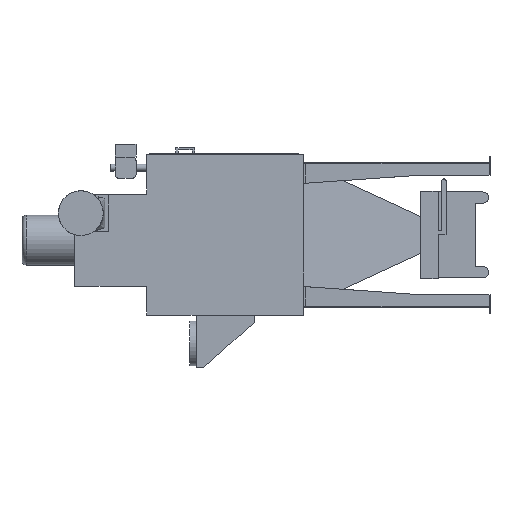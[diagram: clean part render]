
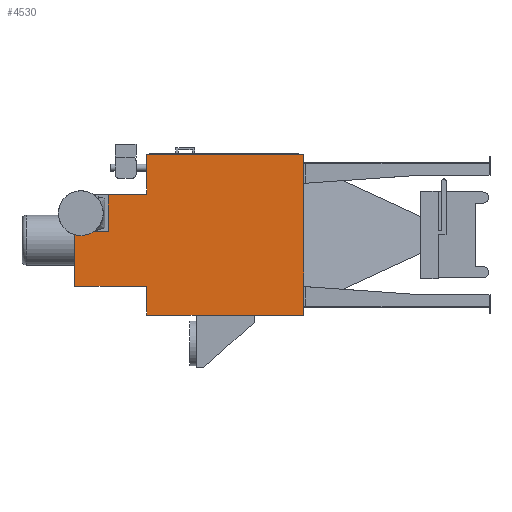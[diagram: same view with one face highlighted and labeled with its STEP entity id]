
A CAD part, left-side view. The second image highlights one B-rep face of the part: STEP entity #4530.
In plain terms, the highlighted planar face has unit normal (-1, 0, 0).
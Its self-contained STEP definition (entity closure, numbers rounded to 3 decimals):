
#56=FACE_BOUND('',#732,.T.);
#248=PLANE('',#4835);
#470=FACE_OUTER_BOUND('',#731,.T.);
#731=EDGE_LOOP('',(#4112,#4113,#4114,#4115,#4116,#4117,#4118,#4119,#4120,
#4121,#4122,#4123));
#732=EDGE_LOOP('',(#4124,#4125,#4126,#4127));
#990=LINE('',#6546,#1547);
#992=LINE('',#6552,#1549);
#1243=LINE('',#7087,#1800);
#1247=LINE('',#7094,#1804);
#1250=LINE('',#7100,#1807);
#1251=LINE('',#7103,#1808);
#1256=LINE('',#7112,#1813);
#1258=LINE('',#7117,#1815);
#1261=LINE('',#7121,#1818);
#1262=LINE('',#7125,#1819);
#1266=LINE('',#7133,#1823);
#1269=LINE('',#7139,#1826);
#1272=LINE('',#7144,#1829);
#1287=LINE('',#7188,#1844);
#1288=LINE('',#7189,#1845);
#1289=LINE('',#7190,#1846);
#1547=VECTOR('',#5341,10.);
#1549=VECTOR('',#5345,10.);
#1800=VECTOR('',#5838,10.);
#1804=VECTOR('',#5844,10.);
#1807=VECTOR('',#5849,10.);
#1808=VECTOR('',#5852,10.);
#1813=VECTOR('',#5859,10.);
#1815=VECTOR('',#5863,10.);
#1818=VECTOR('',#5868,10.);
#1819=VECTOR('',#5871,10.);
#1823=VECTOR('',#5877,10.);
#1826=VECTOR('',#5882,10.);
#1829=VECTOR('',#5887,10.);
#1844=VECTOR('',#5932,10.);
#1845=VECTOR('',#5933,10.);
#1846=VECTOR('',#5934,10.);
#2115=VERTEX_POINT('',#6539);
#2118=VERTEX_POINT('',#6544);
#2120=VERTEX_POINT('',#6549);
#2121=VERTEX_POINT('',#6551);
#2283=VERTEX_POINT('',#7084);
#2286=VERTEX_POINT('',#7091);
#2288=VERTEX_POINT('',#7098);
#2289=VERTEX_POINT('',#7102);
#2291=VERTEX_POINT('',#7108);
#2294=VERTEX_POINT('',#7115);
#2295=VERTEX_POINT('',#7123);
#2296=VERTEX_POINT('',#7124);
#2299=VERTEX_POINT('',#7132);
#2301=VERTEX_POINT('',#7138);
#2315=VERTEX_POINT('',#7186);
#2316=VERTEX_POINT('',#7187);
#2607=EDGE_CURVE('',#2115,#2118,#990,.T.);
#2609=EDGE_CURVE('',#2121,#2120,#992,.T.);
#2876=EDGE_CURVE('',#2118,#2283,#1243,.T.);
#2880=EDGE_CURVE('',#2121,#2286,#1247,.T.);
#2883=EDGE_CURVE('',#2288,#2283,#1250,.T.);
#2884=EDGE_CURVE('',#2286,#2289,#1251,.T.);
#2889=EDGE_CURVE('',#2291,#2289,#1256,.T.);
#2891=EDGE_CURVE('',#2294,#2288,#1258,.T.);
#2894=EDGE_CURVE('',#2294,#2291,#1261,.T.);
#2895=EDGE_CURVE('',#2295,#2296,#1262,.T.);
#2899=EDGE_CURVE('',#2296,#2299,#1266,.T.);
#2902=EDGE_CURVE('',#2299,#2301,#1269,.T.);
#2905=EDGE_CURVE('',#2301,#2295,#1272,.T.);
#2925=EDGE_CURVE('',#2315,#2316,#1287,.T.);
#2926=EDGE_CURVE('',#2115,#2316,#1288,.T.);
#2927=EDGE_CURVE('',#2120,#2315,#1289,.T.);
#4112=ORIENTED_EDGE('',*,*,#2925,.T.);
#4113=ORIENTED_EDGE('',*,*,#2926,.F.);
#4114=ORIENTED_EDGE('',*,*,#2607,.T.);
#4115=ORIENTED_EDGE('',*,*,#2876,.T.);
#4116=ORIENTED_EDGE('',*,*,#2883,.F.);
#4117=ORIENTED_EDGE('',*,*,#2891,.F.);
#4118=ORIENTED_EDGE('',*,*,#2894,.T.);
#4119=ORIENTED_EDGE('',*,*,#2889,.T.);
#4120=ORIENTED_EDGE('',*,*,#2884,.F.);
#4121=ORIENTED_EDGE('',*,*,#2880,.F.);
#4122=ORIENTED_EDGE('',*,*,#2609,.T.);
#4123=ORIENTED_EDGE('',*,*,#2927,.T.);
#4124=ORIENTED_EDGE('',*,*,#2895,.T.);
#4125=ORIENTED_EDGE('',*,*,#2899,.T.);
#4126=ORIENTED_EDGE('',*,*,#2902,.T.);
#4127=ORIENTED_EDGE('',*,*,#2905,.T.);
#4530=ADVANCED_FACE('',(#470,#56),#248,.T.);
#4835=AXIS2_PLACEMENT_3D('',#7185,#5930,#5931);
#5341=DIRECTION('',(0.,0.,-1.));
#5345=DIRECTION('',(0.,0.,-1.));
#5838=DIRECTION('',(0.,-1.,0.));
#5844=DIRECTION('',(0.,-1.,0.));
#5849=DIRECTION('',(0.,0.,1.));
#5852=DIRECTION('',(0.,0.,1.));
#5859=DIRECTION('',(0.,1.,0.));
#5863=DIRECTION('',(0.,1.,0.));
#5868=DIRECTION('',(0.,0.,1.));
#5871=DIRECTION('',(0.,0.,1.));
#5877=DIRECTION('',(0.,-1.,0.));
#5882=DIRECTION('',(0.,0.,-1.));
#5887=DIRECTION('',(0.,1.,0.));
#5930=DIRECTION('center_axis',(-1.,0.,0.));
#5931=DIRECTION('ref_axis',(0.,0.,1.));
#5932=DIRECTION('',(0.,0.,-1.));
#5933=DIRECTION('',(0.,1.,0.));
#5934=DIRECTION('',(0.,1.,0.));
#6539=CARTESIAN_POINT('',(-325.,1370.,-362.));
#6544=CARTESIAN_POINT('',(-325.,1370.,-362.5));
#6546=CARTESIAN_POINT('',(-325.,1370.,288.5));
#6549=CARTESIAN_POINT('',(-325.,1370.,288.));
#6551=CARTESIAN_POINT('',(-325.,1370.,288.5));
#6552=CARTESIAN_POINT('',(-325.,1370.,288.5));
#7084=CARTESIAN_POINT('',(-325.,1105.,-362.5));
#7087=CARTESIAN_POINT('',(-325.,1370.,-362.5));
#7091=CARTESIAN_POINT('',(-325.,1105.,288.5));
#7094=CARTESIAN_POINT('',(-325.,1307.,288.5));
#7098=CARTESIAN_POINT('',(-325.,1105.,-565.));
#7100=CARTESIAN_POINT('',(-325.,1105.,-565.));
#7102=CARTESIAN_POINT('',(-325.,1105.,565.));
#7103=CARTESIAN_POINT('',(-325.,1105.,-565.));
#7108=CARTESIAN_POINT('',(-325.,0.,565.));
#7112=CARTESIAN_POINT('',(-325.,0.,565.));
#7115=CARTESIAN_POINT('',(-325.,0.,-565.));
#7117=CARTESIAN_POINT('',(-325.,0.,-565.));
#7121=CARTESIAN_POINT('',(-325.,0.,-565.));
#7123=CARTESIAN_POINT('',(-325.,1609.5,24.));
#7124=CARTESIAN_POINT('',(-325.,1609.5,283.));
#7125=CARTESIAN_POINT('',(-325.,1609.5,-39.5));
#7132=CARTESIAN_POINT('',(-325.,1375.5,283.));
#7133=CARTESIAN_POINT('',(-325.,1372.75,283.));
#7138=CARTESIAN_POINT('',(-325.,1375.5,24.));
#7139=CARTESIAN_POINT('',(-325.,1375.5,-169.));
#7144=CARTESIAN_POINT('',(-325.,1489.75,24.));
#7185=CARTESIAN_POINT('Origin',(-325.,1370.,-362.));
#7186=CARTESIAN_POINT('',(-325.,1615.,288.));
#7187=CARTESIAN_POINT('',(-325.,1615.,-362.));
#7188=CARTESIAN_POINT('',(-325.,1615.,-199.5));
#7189=CARTESIAN_POINT('',(-325.,1370.,-362.));
#7190=CARTESIAN_POINT('',(-325.,1370.,288.));
